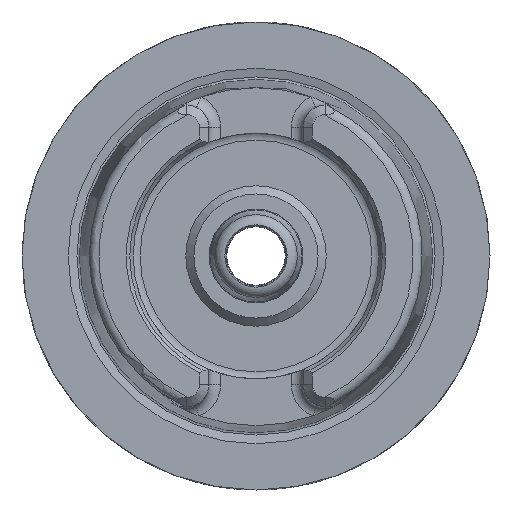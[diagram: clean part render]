
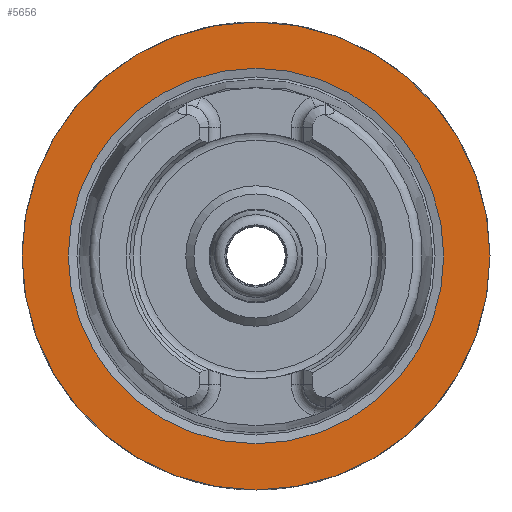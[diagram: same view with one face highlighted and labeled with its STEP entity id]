
A CAD part, left-side view. The second image highlights one B-rep face of the part: STEP entity #5656.
In plain terms, the highlighted planar face has unit normal (-1, 0, 0).
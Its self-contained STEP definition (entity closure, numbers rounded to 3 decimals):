
#4742=CARTESIAN_POINT('',(0.0,20.0,0.0));
#4743=VERTEX_POINT('',#4742);
#4744=CARTESIAN_POINT('',(0.0,0.0,0.0));
#4745=DIRECTION('',(1.0,0.0,0.0));
#4746=DIRECTION('',(0.0,1.0,0.0));
#4747=AXIS2_PLACEMENT_3D('',#4744,#4745,#4746);
#4748=CIRCLE('',#4747,20.0);
#4749=EDGE_CURVE('',#4743,#4743,#4748,.T.);
#5630=CARTESIAN_POINT('',(0.0,16.046,0.0));
#5631=VERTEX_POINT('',#5630);
#5632=CARTESIAN_POINT('',(0.0,0.0,0.0));
#5633=DIRECTION('',(1.0,0.0,0.0));
#5634=DIRECTION('',(0.0,1.0,0.0));
#5635=AXIS2_PLACEMENT_3D('',#5632,#5633,#5634);
#5636=CIRCLE('',#5635,16.046);
#5637=EDGE_CURVE('',#5631,#5631,#5636,.T.);
#5645=CARTESIAN_POINT('',(0.0,18.023,0.0));
#5646=DIRECTION('',(-1.0,0.0,0.0));
#5647=DIRECTION('',(0.0,0.0,1.0));
#5648=AXIS2_PLACEMENT_3D('',#5645,#5646,#5647);
#5649=PLANE('',#5648);
#5650=ORIENTED_EDGE('',*,*,#4749,.F.);
#5651=EDGE_LOOP('',(#5650));
#5652=FACE_OUTER_BOUND('',#5651,.T.);
#5653=ORIENTED_EDGE('',*,*,#5637,.T.);
#5654=EDGE_LOOP('',(#5653));
#5655=FACE_BOUND('',#5654,.T.);
#5656=ADVANCED_FACE('',(#5652,#5655),#5649,.T.);
